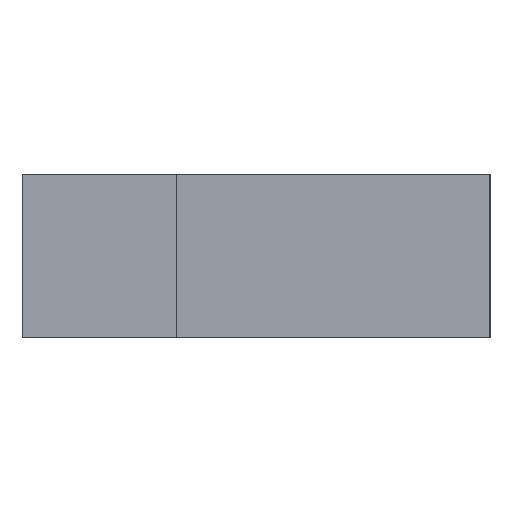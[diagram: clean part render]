
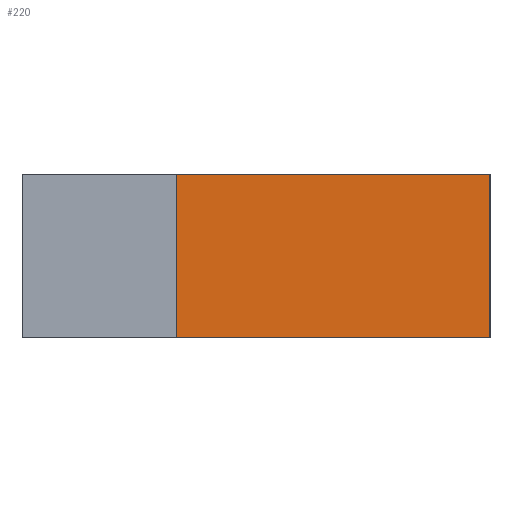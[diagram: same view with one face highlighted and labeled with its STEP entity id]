
A CAD part, left-side view. The second image highlights one B-rep face of the part: STEP entity #220.
In plain terms, the highlighted planar face has unit normal (-1, 0, 0).
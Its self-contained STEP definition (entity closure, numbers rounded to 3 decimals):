
#220 = ADVANCED_FACE('',(#221),#255,.F.);
#221 = FACE_BOUND('',#222,.F.);
#222 = EDGE_LOOP('',(#223,#233,#241,#249));
#223 = ORIENTED_EDGE('',*,*,#224,.F.);
#224 = EDGE_CURVE('',#225,#227,#229,.T.);
#225 = VERTEX_POINT('',#226);
#226 = CARTESIAN_POINT('',(0.,0.,0.));
#227 = VERTEX_POINT('',#228);
#228 = CARTESIAN_POINT('',(0.,0.,0.35));
#229 = LINE('',#230,#231);
#230 = CARTESIAN_POINT('',(0.,0.,0.));
#231 = VECTOR('',#232,1.);
#232 = DIRECTION('',(0.,0.,1.));
#233 = ORIENTED_EDGE('',*,*,#234,.T.);
#234 = EDGE_CURVE('',#225,#235,#237,.T.);
#235 = VERTEX_POINT('',#236);
#236 = CARTESIAN_POINT('',(0.,0.67,0.));
#237 = LINE('',#238,#239);
#238 = CARTESIAN_POINT('',(0.,0.,0.));
#239 = VECTOR('',#240,1.);
#240 = DIRECTION('',(-0.,1.,0.));
#241 = ORIENTED_EDGE('',*,*,#242,.T.);
#242 = EDGE_CURVE('',#235,#243,#245,.T.);
#243 = VERTEX_POINT('',#244);
#244 = CARTESIAN_POINT('',(0.,0.67,0.35));
#245 = LINE('',#246,#247);
#246 = CARTESIAN_POINT('',(0.,0.67,0.));
#247 = VECTOR('',#248,1.);
#248 = DIRECTION('',(0.,0.,1.));
#249 = ORIENTED_EDGE('',*,*,#250,.F.);
#250 = EDGE_CURVE('',#227,#243,#251,.T.);
#251 = LINE('',#252,#253);
#252 = CARTESIAN_POINT('',(0.,0.,0.35));
#253 = VECTOR('',#254,1.);
#254 = DIRECTION('',(-0.,1.,0.));
#255 = PLANE('',#256);
#256 = AXIS2_PLACEMENT_3D('',#257,#258,#259);
#257 = CARTESIAN_POINT('',(0.,0.,0.));
#258 = DIRECTION('',(1.,0.,-0.));
#259 = DIRECTION('',(0.,0.,1.));
